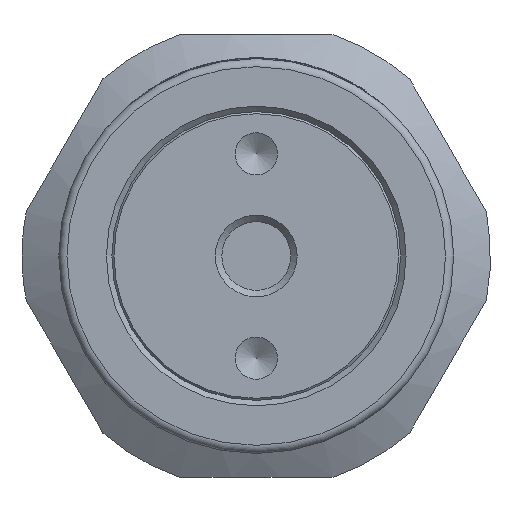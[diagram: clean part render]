
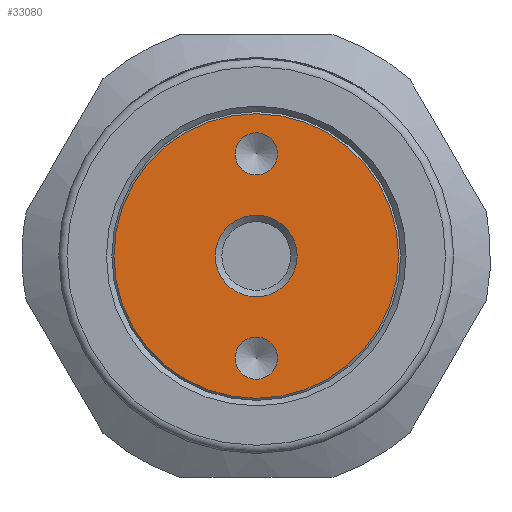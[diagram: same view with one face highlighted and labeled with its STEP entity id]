
A CAD part, left-side view. The second image highlights one B-rep face of the part: STEP entity #33080.
In plain terms, the highlighted planar face has unit normal (-1, 0, 0).
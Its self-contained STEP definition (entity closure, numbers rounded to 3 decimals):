
#33031=CARTESIAN_POINT('',(-135.5,0.,11.0));
#33032=DIRECTION('',(-1.0,0.0,0.0));
#33033=DIRECTION('',(0.0,-1.0,0.0));
#33034=AXIS2_PLACEMENT_3D('',#33031,#33032,#33033);
#33035=PLANE('',#33034);
#33036=CARTESIAN_POINT('',(-135.5,0.,20.9));
#33037=VERTEX_POINT('',#33036);
#33038=CARTESIAN_POINT('',(-135.5,0.,0.));
#33039=DIRECTION('',(1.0,0.0,0.0));
#33040=DIRECTION('',(0.0,0.0,-1.0));
#33041=AXIS2_PLACEMENT_3D('',#33038,#33039,#33040);
#33042=CIRCLE('',#33041,20.9);
#33043=EDGE_CURVE('',#33037,#33037,#33042,.T.);
#33044=ORIENTED_EDGE('',*,*,#33043,.F.);
#33045=EDGE_LOOP('',(#33044));
#33046=FACE_OUTER_BOUND('',#33045,.T.);
#33047=CARTESIAN_POINT('',(-135.5,0.,6.));
#33048=VERTEX_POINT('',#33047);
#33049=CARTESIAN_POINT('',(-135.5,0.,0.));
#33050=DIRECTION('',(1.0,0.0,0.0));
#33051=DIRECTION('',(0.0,0.0,1.0));
#33052=AXIS2_PLACEMENT_3D('',#33049,#33050,#33051);
#33053=CIRCLE('',#33052,6.);
#33054=EDGE_CURVE('',#33048,#33048,#33053,.T.);
#33055=ORIENTED_EDGE('',*,*,#33054,.T.);
#33056=EDGE_LOOP('',(#33055));
#33057=FACE_BOUND('',#33056,.T.);
#33058=CARTESIAN_POINT('',(-135.5,3.1,15.));
#33059=VERTEX_POINT('',#33058);
#33060=CARTESIAN_POINT('',(-135.5,0.,15.));
#33061=DIRECTION('',(1.0,0.0,0.0));
#33062=DIRECTION('',(0.0,1.0,0.0));
#33063=AXIS2_PLACEMENT_3D('',#33060,#33061,#33062);
#33064=CIRCLE('',#33063,3.1);
#33065=EDGE_CURVE('',#33059,#33059,#33064,.T.);
#33066=ORIENTED_EDGE('',*,*,#33065,.T.);
#33067=EDGE_LOOP('',(#33066));
#33068=FACE_BOUND('',#33067,.T.);
#33069=CARTESIAN_POINT('',(-135.5,-3.1,-15.));
#33070=VERTEX_POINT('',#33069);
#33071=CARTESIAN_POINT('',(-135.5,0.,-15.));
#33072=DIRECTION('',(1.0,0.0,0.0));
#33073=DIRECTION('',(0.0,-1.0,0.0));
#33074=AXIS2_PLACEMENT_3D('',#33071,#33072,#33073);
#33075=CIRCLE('',#33074,3.1);
#33076=EDGE_CURVE('',#33070,#33070,#33075,.T.);
#33077=ORIENTED_EDGE('',*,*,#33076,.T.);
#33078=EDGE_LOOP('',(#33077));
#33079=FACE_BOUND('',#33078,.T.);
#33080=ADVANCED_FACE('',(#33046,#33057,#33068,#33079),#33035,.T.);
